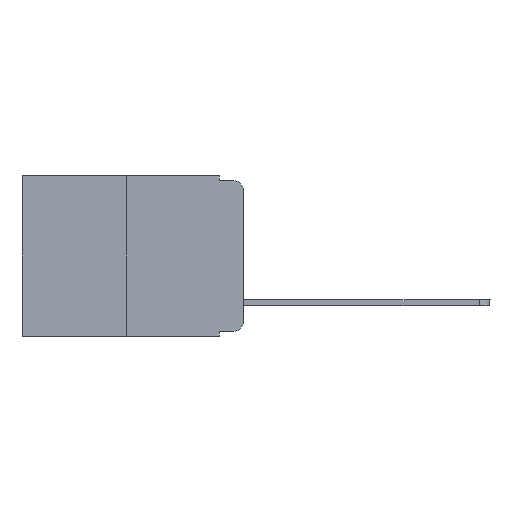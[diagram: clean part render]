
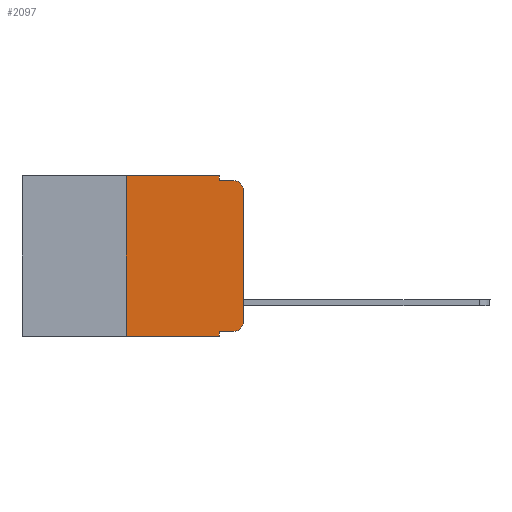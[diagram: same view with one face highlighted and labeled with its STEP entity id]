
A CAD part, left-side view. The second image highlights one B-rep face of the part: STEP entity #2097.
In plain terms, the highlighted planar face has unit normal (-1, 0, 0).
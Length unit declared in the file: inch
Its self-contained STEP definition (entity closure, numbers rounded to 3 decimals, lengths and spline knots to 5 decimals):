
#79 = DIRECTION ( 'NONE',  ( 0., 0., -1. ) ) ;
#659 = VERTEX_POINT ( 'NONE', #13157 ) ;
#675 = VECTOR ( 'NONE', #6430, 39.37008 ) ;
#1106 = CARTESIAN_POINT ( 'NONE',  ( 0., 0.051, -0.333 ) ) ;
#1190 = ORIENTED_EDGE ( 'NONE', *, *, #11005, .T. ) ;
#1666 = ORIENTED_EDGE ( 'NONE', *, *, #12431, .T. ) ;
#1842 = EDGE_CURVE ( 'NONE', #8919, #6477, #3238, .T. ) ;
#2028 = CARTESIAN_POINT ( 'NONE',  ( 0., 0.473, 0. ) ) ;
#2097 = ADVANCED_FACE ( 'NONE', ( #3401 ), #3603, .F. ) ;
#2249 = AXIS2_PLACEMENT_3D ( 'NONE', #4988, #2813, #9456 ) ;
#2325 = AXIS2_PLACEMENT_3D ( 'NONE', #4780, #4625, #13450 ) ;
#2519 = VECTOR ( 'NONE', #7026, 39.37008 ) ;
#2597 = CARTESIAN_POINT ( 'NONE',  ( 0., 0.25, -0.343 ) ) ;
#2813 = DIRECTION ( 'NONE',  ( -1., 0., 0. ) ) ;
#3135 = EDGE_CURVE ( 'NONE', #11121, #12560, #12134, .T. ) ;
#3238 = LINE ( 'NONE', #3581, #13696 ) ;
#3241 = VECTOR ( 'NONE', #5206, 39.37008 ) ;
#3346 = CARTESIAN_POINT ( 'NONE',  ( 0., 0.02, -0.333 ) ) ;
#3401 = FACE_OUTER_BOUND ( 'NONE', #9469, .T. ) ;
#3581 = CARTESIAN_POINT ( 'NONE',  ( 0., 0., 0. ) ) ;
#3603 = PLANE ( 'NONE',  #12912 ) ;
#3894 = CARTESIAN_POINT ( 'NONE',  ( 0., 0., -0.03 ) ) ;
#4246 = CARTESIAN_POINT ( 'NONE',  ( 0., 0.051, -0.01 ) ) ;
#4625 = DIRECTION ( 'NONE',  ( -1., 0., 0. ) ) ;
#4701 = ORIENTED_EDGE ( 'NONE', *, *, #6781, .T. ) ;
#4780 = CARTESIAN_POINT ( 'NONE',  ( 0., 0.02, -0.03 ) ) ;
#4841 = VECTOR ( 'NONE', #8408, 39.37008 ) ;
#4988 = CARTESIAN_POINT ( 'NONE',  ( 0., 0.02, -0.313 ) ) ;
#5040 = VECTOR ( 'NONE', #6290, 39.37008 ) ;
#5206 = DIRECTION ( 'NONE',  ( 0., -1., 0. ) ) ;
#5293 = CARTESIAN_POINT ( 'NONE',  ( 0., 0.02, -0.01 ) ) ;
#5349 = LINE ( 'NONE', #2028, #5040 ) ;
#5491 = CARTESIAN_POINT ( 'NONE',  ( 0., 0.25, 0. ) ) ;
#5548 = DIRECTION ( 'NONE',  ( 0., -1., 0. ) ) ;
#6290 = DIRECTION ( 'NONE',  ( 0., -1., 0. ) ) ;
#6373 = ORIENTED_EDGE ( 'NONE', *, *, #9050, .F. ) ;
#6387 = ORIENTED_EDGE ( 'NONE', *, *, #8310, .F. ) ;
#6430 = DIRECTION ( 'NONE',  ( 0., 0., 1. ) ) ;
#6477 = VERTEX_POINT ( 'NONE', #3894 ) ;
#6510 = CARTESIAN_POINT ( 'NONE',  ( 0., 0.473, 0. ) ) ;
#6598 = DIRECTION ( 'NONE',  ( 1., 0., 0. ) ) ;
#6658 = ORIENTED_EDGE ( 'NONE', *, *, #13236, .F. ) ;
#6722 = CARTESIAN_POINT ( 'NONE',  ( 0., 0.051, -0.01 ) ) ;
#6772 = VERTEX_POINT ( 'NONE', #3346 ) ;
#6781 = EDGE_CURVE ( 'NONE', #659, #6772, #6999, .T. ) ;
#6999 = LINE ( 'NONE', #1106, #10011 ) ;
#7026 = DIRECTION ( 'NONE',  ( 0., 0., -1. ) ) ;
#7059 = CARTESIAN_POINT ( 'NONE',  ( 0., 0.473, -0.343 ) ) ;
#7420 = CARTESIAN_POINT ( 'NONE',  ( 0., 0.051, -0.343 ) ) ;
#8077 = DIRECTION ( 'NONE',  ( 0., 0., 1. ) ) ;
#8183 = ORIENTED_EDGE ( 'NONE', *, *, #1842, .T. ) ;
#8310 = EDGE_CURVE ( 'NONE', #659, #12560, #11120, .T. ) ;
#8408 = DIRECTION ( 'NONE',  ( 0., 0., -1. ) ) ;
#8919 = VERTEX_POINT ( 'NONE', #11844 ) ;
#9050 = EDGE_CURVE ( 'NONE', #13911, #10461, #5349, .T. ) ;
#9132 = VERTEX_POINT ( 'NONE', #5293 ) ;
#9184 = EDGE_CURVE ( 'NONE', #11121, #13911, #10586, .T. ) ;
#9205 = CIRCLE ( 'NONE', #2325, 0.02 ) ;
#9456 = DIRECTION ( 'NONE',  ( 0., 0., -1. ) ) ;
#9469 = EDGE_LOOP ( 'NONE', ( #8183, #1190, #6658, #13928, #6373, #10478, #10452, #6387, #4701, #1666 ) ) ;
#9651 = CARTESIAN_POINT ( 'NONE',  ( 0., 0.25, 0. ) ) ;
#9899 = EDGE_CURVE ( 'NONE', #10461, #13399, #10886, .T. ) ;
#10011 = VECTOR ( 'NONE', #5548, 39.37008 ) ;
#10395 = CARTESIAN_POINT ( 'NONE',  ( 0., 0.051, 0. ) ) ;
#10452 = ORIENTED_EDGE ( 'NONE', *, *, #3135, .T. ) ;
#10461 = VERTEX_POINT ( 'NONE', #13310 ) ;
#10478 = ORIENTED_EDGE ( 'NONE', *, *, #9184, .F. ) ;
#10586 = LINE ( 'NONE', #9651, #675 ) ;
#10615 = VECTOR ( 'NONE', #12657, 39.37008 ) ;
#10621 = CARTESIAN_POINT ( 'NONE',  ( 0., 0.051, 0. ) ) ;
#10886 = LINE ( 'NONE', #10621, #4841 ) ;
#11005 = EDGE_CURVE ( 'NONE', #6477, #9132, #9205, .T. ) ;
#11120 = LINE ( 'NONE', #10395, #2519 ) ;
#11121 = VERTEX_POINT ( 'NONE', #2597 ) ;
#11844 = CARTESIAN_POINT ( 'NONE',  ( 0., 0., -0.313 ) ) ;
#12134 = LINE ( 'NONE', #7059, #10615 ) ;
#12431 = EDGE_CURVE ( 'NONE', #6772, #8919, #12709, .T. ) ;
#12529 = LINE ( 'NONE', #4246, #3241 ) ;
#12560 = VERTEX_POINT ( 'NONE', #7420 ) ;
#12657 = DIRECTION ( 'NONE',  ( 0., -1., 0. ) ) ;
#12709 = CIRCLE ( 'NONE', #2249, 0.02 ) ;
#12912 = AXIS2_PLACEMENT_3D ( 'NONE', #6510, #6598, #79 ) ;
#13157 = CARTESIAN_POINT ( 'NONE',  ( 0., 0.051, -0.333 ) ) ;
#13236 = EDGE_CURVE ( 'NONE', #13399, #9132, #12529, .T. ) ;
#13310 = CARTESIAN_POINT ( 'NONE',  ( 0., 0.051, 0. ) ) ;
#13399 = VERTEX_POINT ( 'NONE', #6722 ) ;
#13450 = DIRECTION ( 'NONE',  ( 0., 0., -1. ) ) ;
#13696 = VECTOR ( 'NONE', #8077, 39.37008 ) ;
#13911 = VERTEX_POINT ( 'NONE', #5491 ) ;
#13928 = ORIENTED_EDGE ( 'NONE', *, *, #9899, .F. ) ;
